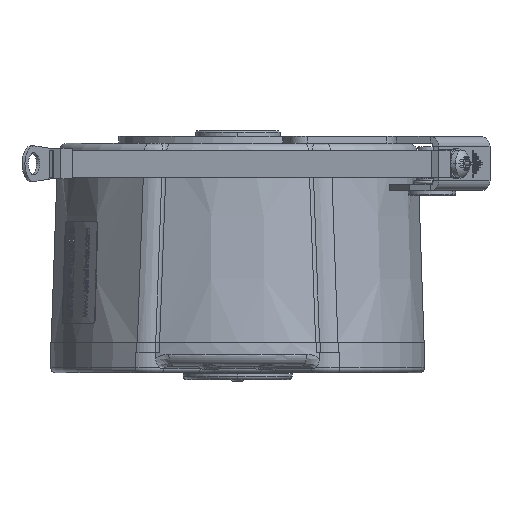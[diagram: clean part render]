
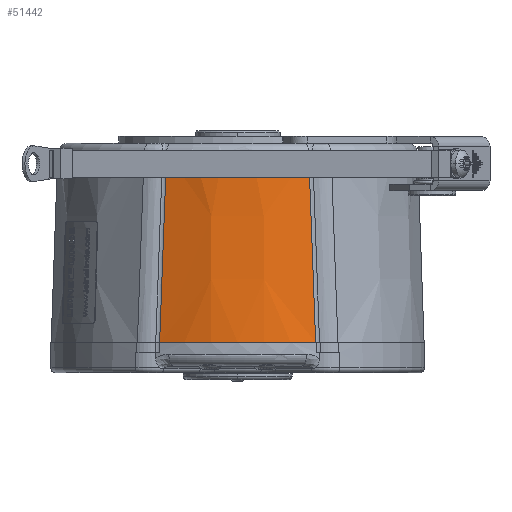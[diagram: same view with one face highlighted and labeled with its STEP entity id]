
A CAD part, front view. The second image highlights one B-rep face of the part: STEP entity #51442.
In plain terms, the highlighted conical face has half-angle 2 degrees and reference radius 51.889 mm.
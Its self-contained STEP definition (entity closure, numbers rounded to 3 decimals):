
#8382=CARTESIAN_POINT('',(0.,0.,-47.2));
#8383=DIRECTION('',(0.,0.,1.));
#8384=DIRECTION('',(-0.434,-0.901,0.));
#8385=AXIS2_PLACEMENT_3D('',#8382,#8383,#8384);
#8387=CARTESIAN_POINT('',(-22.935,-47.626,-47.2));
#8388=CARTESIAN_POINT('',(-22.701,-47.49,
-40.782));
#8389=CARTESIAN_POINT('',(-22.238,-47.22,
-28.106));
#8390=CARTESIAN_POINT('',(-21.557,-46.822,
-9.542));
#8391=CARTESIAN_POINT('',(-21.113,-46.563,
2.479));
#8392=CARTESIAN_POINT('',(-20.894,-46.434,
8.405));
#8394=CARTESIAN_POINT('',(0.,0.,8.405));
#8395=DIRECTION('',(0.,0.,1.));
#8396=DIRECTION('',(-0.41,-0.912,0.));
#8397=AXIS2_PLACEMENT_3D('',#8394,#8395,#8396);
#8399=CARTESIAN_POINT('',(20.894,-46.434,8.405));
#8400=CARTESIAN_POINT('',(21.113,-46.562,2.485));
#8401=CARTESIAN_POINT('',(21.557,-46.821,
-9.526));
#8402=CARTESIAN_POINT('',(22.239,-47.22,
-28.108));
#8403=CARTESIAN_POINT('',(22.701,-47.49,
-40.783));
#8404=CARTESIAN_POINT('',(22.935,-47.626,-47.2));
#8434=CARTESIAN_POINT('',(-20.894,-46.434,
8.405));
#36870=VERTEX_POINT('',#8434);
#36871=CARTESIAN_POINT('',(20.894,-46.434,
8.405));
#36872=VERTEX_POINT('',#36871);
#37500=CARTESIAN_POINT('',(-22.935,-47.626,-47.2));
#37501=CARTESIAN_POINT('',(22.935,-47.626,-47.2));
#37502=VERTEX_POINT('',#37500);
#37503=VERTEX_POINT('',#37501);
#51429=CARTESIAN_POINT('',(0.,0.,-19.398));
#51430=DIRECTION('',(0.,0.,-1.));
#51431=DIRECTION('',(-1.,0.,0.));
#51432=AXIS2_PLACEMENT_3D('',#51429,#51430,#51431);
#51433=CONICAL_SURFACE('',#51432,51.889,2.);
#51434=ORIENTED_EDGE('',*,*,#50141,.F.);
#51436=ORIENTED_EDGE('',*,*,#51435,.T.);
#51438=ORIENTED_EDGE('',*,*,#51437,.T.);
#51439=ORIENTED_EDGE('',*,*,#51421,.T.);
#51440=EDGE_LOOP('',(#51434,#51436,#51438,#51439));
#51441=FACE_OUTER_BOUND('',#51440,.F.);
#8386=CIRCLE('',#8385,52.86);
#8393=B_SPLINE_CURVE_WITH_KNOTS('',3,(#8387,#8388,#8389,#8390,#8391,#8392),
.UNSPECIFIED.,.F.,.F.,(4,1,1,4),(0.,0.333,0.667,1.),
.UNSPECIFIED.);
#8398=CIRCLE('',#8397,50.919);
#8405=B_SPLINE_CURVE_WITH_KNOTS('',3,(#8399,#8400,#8401,#8402,#8403,#8404),
.UNSPECIFIED.,.F.,.F.,(4,1,1,4),(0.,0.333,0.667,1.),
.UNSPECIFIED.);
#50141=EDGE_CURVE('',#37502,#37503,#8386,.T.);
#51421=EDGE_CURVE('',#36872,#37503,#8405,.T.);
#51435=EDGE_CURVE('',#37502,#36870,#8393,.T.);
#51437=EDGE_CURVE('',#36870,#36872,#8398,.T.);
#51442=ADVANCED_FACE('',(#51441),#51433,.T.);
